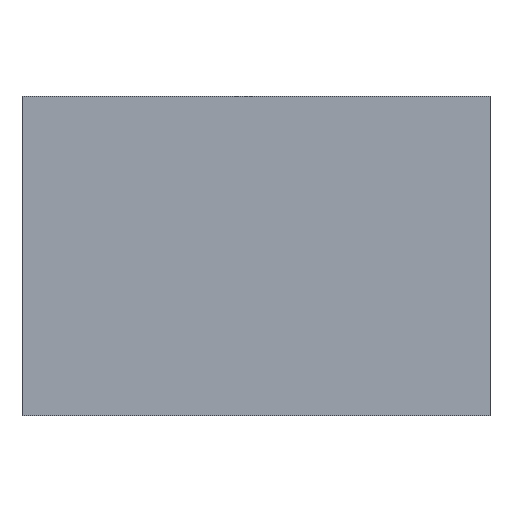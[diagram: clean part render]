
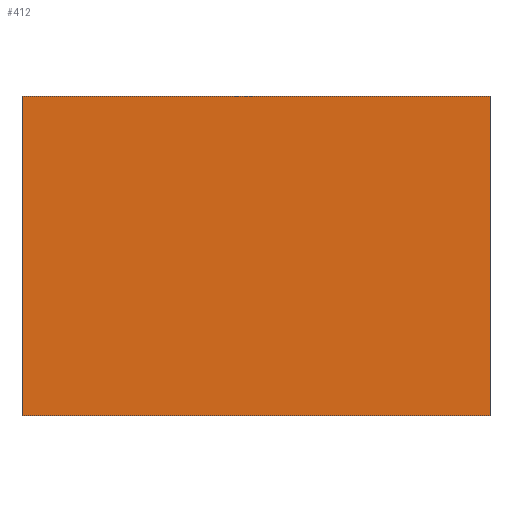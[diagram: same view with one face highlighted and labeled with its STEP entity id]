
A CAD part, front view. The second image highlights one B-rep face of the part: STEP entity #412.
In plain terms, the highlighted planar face has unit normal (0, -1, 0).
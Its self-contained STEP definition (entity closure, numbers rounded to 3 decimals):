
#63 = LINE ( 'NONE', #608, #1597 ) ;
#77 = ORIENTED_EDGE ( 'NONE', *, *, #221, .F. ) ;
#199 = EDGE_CURVE ( 'NONE', #936, #230, #1745, .T. ) ;
#221 = EDGE_CURVE ( 'NONE', #1463, #936, #1080, .T. ) ;
#230 = VERTEX_POINT ( 'NONE', #958 ) ;
#256 = CARTESIAN_POINT ( 'NONE',  ( -116.837, 0., 79.8 ) ) ;
#301 = CARTESIAN_POINT ( 'NONE',  ( -116.837, 0., 79.8 ) ) ;
#339 = ORIENTED_EDGE ( 'NONE', *, *, #199, .F. ) ;
#385 = VECTOR ( 'NONE', #555, 1000. ) ;
#412 = ADVANCED_FACE ( 'NONE', ( #851 ), #458, .T. ) ;
#458 = PLANE ( 'NONE',  #1736 ) ;
#482 = ORIENTED_EDGE ( 'NONE', *, *, #952, .F. ) ;
#524 = LINE ( 'NONE', #256, #573 ) ;
#543 = VECTOR ( 'NONE', #685, 1000. ) ;
#555 = DIRECTION ( 'NONE',  ( 0., 0., 1. ) ) ;
#573 = VECTOR ( 'NONE', #1027, 1000. ) ;
#608 = CARTESIAN_POINT ( 'NONE',  ( 116.838, 0., 79.8 ) ) ;
#624 = CARTESIAN_POINT ( 'NONE',  ( 116.838, 0., 79.8 ) ) ;
#685 = DIRECTION ( 'NONE',  ( -1., 0., 0. ) ) ;
#721 = ORIENTED_EDGE ( 'NONE', *, *, #1331, .F. ) ;
#851 = FACE_OUTER_BOUND ( 'NONE', #1708, .T. ) ;
#861 = DIRECTION ( 'NONE',  ( 0., -1., 0. ) ) ;
#936 = VERTEX_POINT ( 'NONE', #1300 ) ;
#952 = EDGE_CURVE ( 'NONE', #230, #1031, #524, .T. ) ;
#958 = CARTESIAN_POINT ( 'NONE',  ( -116.837, 0., 79.8 ) ) ;
#967 = CARTESIAN_POINT ( 'NONE',  ( -116.837, 0., -79.801 ) ) ;
#993 = CARTESIAN_POINT ( 'NONE',  ( 0., 0., 0. ) ) ;
#1027 = DIRECTION ( 'NONE',  ( 1., 0., 0. ) ) ;
#1031 = VERTEX_POINT ( 'NONE', #624 ) ;
#1080 = LINE ( 'NONE', #967, #543 ) ;
#1300 = CARTESIAN_POINT ( 'NONE',  ( -116.837, 0., -79.801 ) ) ;
#1331 = EDGE_CURVE ( 'NONE', #1031, #1463, #63, .T. ) ;
#1397 = DIRECTION ( 'NONE',  ( 0., 0., -1. ) ) ;
#1463 = VERTEX_POINT ( 'NONE', #1601 ) ;
#1597 = VECTOR ( 'NONE', #1664, 1000. ) ;
#1601 = CARTESIAN_POINT ( 'NONE',  ( 116.838, 0., -79.801 ) ) ;
#1664 = DIRECTION ( 'NONE',  ( 0., 0., -1. ) ) ;
#1708 = EDGE_LOOP ( 'NONE', ( #721, #482, #339, #77 ) ) ;
#1736 = AXIS2_PLACEMENT_3D ( 'NONE', #993, #861, #1397 ) ;
#1745 = LINE ( 'NONE', #301, #385 ) ;
